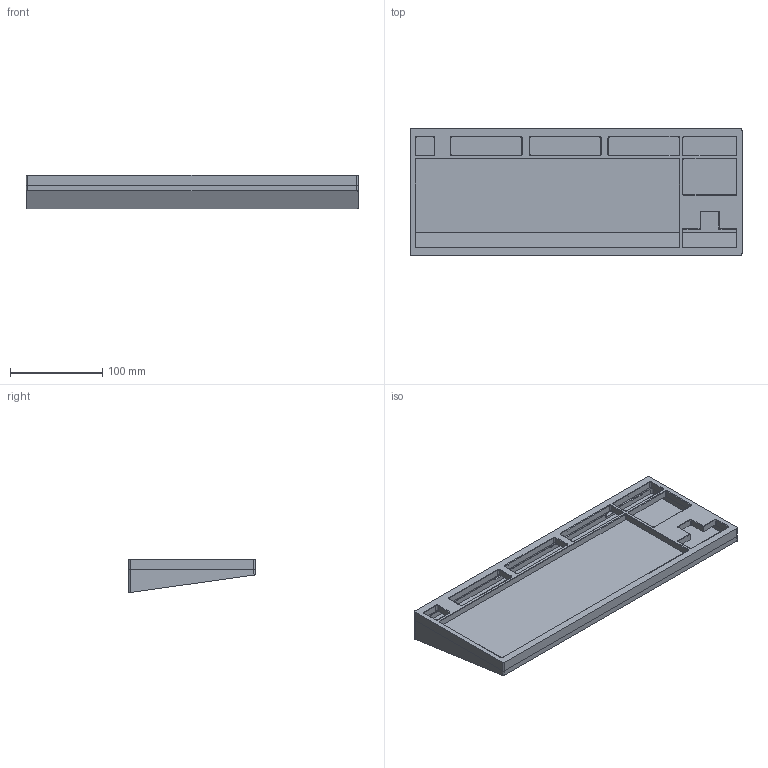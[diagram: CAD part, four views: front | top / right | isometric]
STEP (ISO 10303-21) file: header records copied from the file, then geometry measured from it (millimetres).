
FILE_DESCRIPTION(/* description */ (''),/* implementation_level */ '2;1');
FILE_NAME(/* name */ 'EC Runner TKL.step',/* time_stamp */ '2024-01-23T15:39:01-05:00',/* author */ (''),/* organization */ (''),/* preprocessor_version */ 'ST-DEVELOPER v20',/* originating_system */ 'Autodesk Translation Framework v12.14.0.127',/* authorisation */ '');
FILE_SCHEMA (('AUTOMOTIVE_DESIGN { 1 0 10303 214 3 1 1 }'));
Length unit declared in the file: millimetre
Products named in the file (3): JingTKL_v1.4; 6063 top; 6063 bottom
Assembly tree (2 placements, depth 2):
  JingTKL_v1.4
    6063 top
    6063 bottom
Bounding box: 360.21 x 137.53 x 36.25 mm (x, y, z)
Volume: 621881.1 mm3; surface area: 173406 mm2
Topology: 2 solids, 2 shells, 429 faces, 1148 edges, 742 vertices
Faces by surface type: cylinder 222, plane 169, torus 38
Full cylindrical faces by diameter (mm): 2.075 x7, 2.529 x4, 3 x7, 4 x4, 4.2 x4
Entity records: 13624 total; most frequent: DIRECTION 2502, CARTESIAN_POINT 2338, ORIENTED_EDGE 2296, EDGE_CURVE 1148, AXIS2_PLACEMENT_3D 922, VERTEX_POINT 742, LINE 658, VECTOR 658
